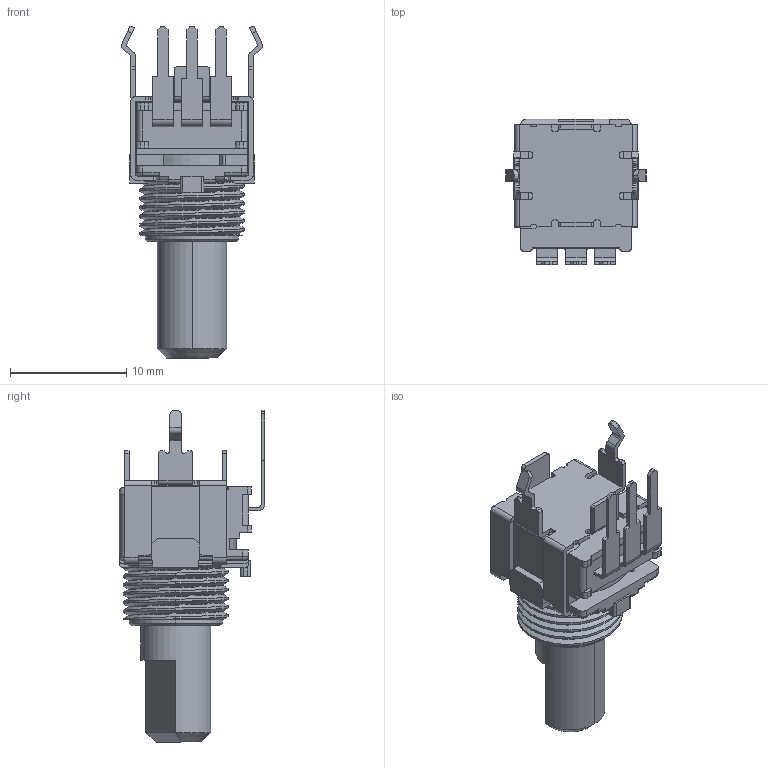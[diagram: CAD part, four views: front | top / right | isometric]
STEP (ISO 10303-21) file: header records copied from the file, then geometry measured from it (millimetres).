
FILE_DESCRIPTION (( 'STEP AP214' ), '1' );
FILE_NAME ('RK09L114001E.STEP', '2024-07-14T10:07:10', ( '' ), ( '' ), 'SwSTEP 2.0', 'SolidWorks 2023', '' );
FILE_SCHEMA (( 'AUTOMOTIVE_DESIGN' ));
Length unit declared in the file: millimetre
Products named in the file (1): RK09L114001E
Bounding box: 12.1 x 12.5 x 28.5 mm (x, y, z)
Volume: 1322.8 mm3; surface area: 1363.3 mm2
Topology: 1 solids, 1 shells, 403 faces, 1166 edges, 763 vertices
Faces by surface type: plane 234, cylinder 154, bspline 11, cone 4
Entity records: 19891 total; most frequent: CARTESIAN_POINT 4765, ORIENTED_EDGE 2332, DIRECTION 2178, EDGE_CURVE 1166, VECTOR 800, LINE 800, VERTEX_POINT 763, AXIS2_PLACEMENT_3D 689
